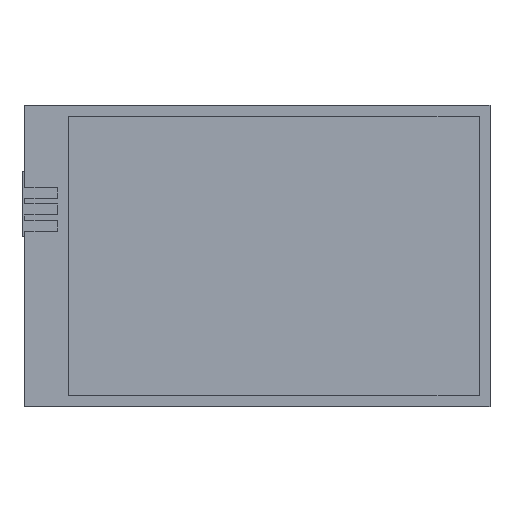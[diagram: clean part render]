
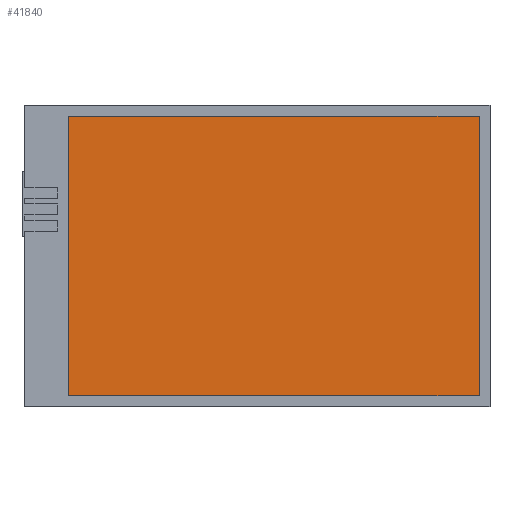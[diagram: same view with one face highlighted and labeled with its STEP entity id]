
A CAD part, top view. The second image highlights one B-rep face of the part: STEP entity #41840.
In plain terms, the highlighted face is planar.
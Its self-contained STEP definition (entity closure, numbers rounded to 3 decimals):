
#41546 = PLANE('',#41547);
#41547 = AXIS2_PLACEMENT_3D('',#41548,#41549,#41550);
#41548 = CARTESIAN_POINT('',(8.,53.,0.));
#41549 = DIRECTION('',(0.,1.,0.));
#41550 = DIRECTION('',(1.,0.,0.));
#41574 = PLANE('',#41575);
#41575 = AXIS2_PLACEMENT_3D('',#41576,#41577,#41578);
#41576 = CARTESIAN_POINT('',(83.,53.,0.));
#41577 = DIRECTION('',(1.,0.,0.));
#41578 = DIRECTION('',(0.,-1.,0.));
#41602 = PLANE('',#41603);
#41603 = AXIS2_PLACEMENT_3D('',#41604,#41605,#41606);
#41604 = CARTESIAN_POINT('',(83.,2.,0.));
#41605 = DIRECTION('',(0.,-1.,0.));
#41606 = DIRECTION('',(-1.,0.,0.));
#41628 = PLANE('',#41629);
#41629 = AXIS2_PLACEMENT_3D('',#41630,#41631,#41632);
#41630 = CARTESIAN_POINT('',(8.,2.,0.));
#41631 = DIRECTION('',(-1.,0.,0.));
#41632 = DIRECTION('',(0.,1.,0.));
#41645 = VERTEX_POINT('',#41646);
#41646 = CARTESIAN_POINT('',(8.,2.,-7.5));
#41667 = EDGE_CURVE('',#41668,#41645,#41670,.T.);
#41668 = VERTEX_POINT('',#41669);
#41669 = CARTESIAN_POINT('',(83.,2.,-7.5));
#41670 = SURFACE_CURVE('',#41671,(#41675,#41682),.PCURVE_S1.);
#41671 = LINE('',#41672,#41673);
#41672 = CARTESIAN_POINT('',(8.,2.,-7.5));
#41673 = VECTOR('',#41674,1.);
#41674 = DIRECTION('',(-1.,0.,0.));
#41675 = PCURVE('',#41602,#41676);
#41676 = DEFINITIONAL_REPRESENTATION('',(#41677),#41681);
#41677 = LINE('',#41678,#41679);
#41678 = CARTESIAN_POINT('',(75.,7.5));
#41679 = VECTOR('',#41680,1.);
#41680 = DIRECTION('',(1.,0.));
#41681 = ( GEOMETRIC_REPRESENTATION_CONTEXT(2) 
PARAMETRIC_REPRESENTATION_CONTEXT() REPRESENTATION_CONTEXT('2D SPACE',''
  ) );
#41682 = PCURVE('',#41683,#41688);
#41683 = PLANE('',#41684);
#41684 = AXIS2_PLACEMENT_3D('',#41685,#41686,#41687);
#41685 = CARTESIAN_POINT('',(45.5,27.5,-7.5));
#41686 = DIRECTION('',(0.,0.,-1.));
#41687 = DIRECTION('',(-1.,0.,0.));
#41688 = DEFINITIONAL_REPRESENTATION('',(#41689),#41693);
#41689 = LINE('',#41690,#41691);
#41690 = CARTESIAN_POINT('',(37.5,-25.5));
#41691 = VECTOR('',#41692,1.);
#41692 = DIRECTION('',(1.,0.));
#41693 = ( GEOMETRIC_REPRESENTATION_CONTEXT(2) 
PARAMETRIC_REPRESENTATION_CONTEXT() REPRESENTATION_CONTEXT('2D SPACE',''
  ) );
#41721 = VERTEX_POINT('',#41722);
#41722 = CARTESIAN_POINT('',(8.,53.,-7.5));
#41743 = EDGE_CURVE('',#41645,#41721,#41744,.T.);
#41744 = SURFACE_CURVE('',#41745,(#41749,#41756),.PCURVE_S1.);
#41745 = LINE('',#41746,#41747);
#41746 = CARTESIAN_POINT('',(8.,53.,-7.5));
#41747 = VECTOR('',#41748,1.);
#41748 = DIRECTION('',(0.,1.,0.));
#41749 = PCURVE('',#41628,#41750);
#41750 = DEFINITIONAL_REPRESENTATION('',(#41751),#41755);
#41751 = LINE('',#41752,#41753);
#41752 = CARTESIAN_POINT('',(51.,7.5));
#41753 = VECTOR('',#41754,1.);
#41754 = DIRECTION('',(1.,0.));
#41755 = ( GEOMETRIC_REPRESENTATION_CONTEXT(2) 
PARAMETRIC_REPRESENTATION_CONTEXT() REPRESENTATION_CONTEXT('2D SPACE',''
  ) );
#41756 = PCURVE('',#41683,#41757);
#41757 = DEFINITIONAL_REPRESENTATION('',(#41758),#41762);
#41758 = LINE('',#41759,#41760);
#41759 = CARTESIAN_POINT('',(37.5,25.5));
#41760 = VECTOR('',#41761,1.);
#41761 = DIRECTION('',(0.,1.));
#41762 = ( GEOMETRIC_REPRESENTATION_CONTEXT(2) 
PARAMETRIC_REPRESENTATION_CONTEXT() REPRESENTATION_CONTEXT('2D SPACE',''
  ) );
#41770 = EDGE_CURVE('',#41771,#41668,#41773,.T.);
#41771 = VERTEX_POINT('',#41772);
#41772 = CARTESIAN_POINT('',(83.,53.,-7.5));
#41773 = SURFACE_CURVE('',#41774,(#41778,#41785),.PCURVE_S1.);
#41774 = LINE('',#41775,#41776);
#41775 = CARTESIAN_POINT('',(83.,2.,-7.5));
#41776 = VECTOR('',#41777,1.);
#41777 = DIRECTION('',(0.,-1.,0.));
#41778 = PCURVE('',#41574,#41779);
#41779 = DEFINITIONAL_REPRESENTATION('',(#41780),#41784);
#41780 = LINE('',#41781,#41782);
#41781 = CARTESIAN_POINT('',(51.,7.5));
#41782 = VECTOR('',#41783,1.);
#41783 = DIRECTION('',(1.,0.));
#41784 = ( GEOMETRIC_REPRESENTATION_CONTEXT(2) 
PARAMETRIC_REPRESENTATION_CONTEXT() REPRESENTATION_CONTEXT('2D SPACE',''
  ) );
#41785 = PCURVE('',#41683,#41786);
#41786 = DEFINITIONAL_REPRESENTATION('',(#41787),#41791);
#41787 = LINE('',#41788,#41789);
#41788 = CARTESIAN_POINT('',(-37.5,-25.5));
#41789 = VECTOR('',#41790,1.);
#41790 = DIRECTION('',(0.,-1.));
#41791 = ( GEOMETRIC_REPRESENTATION_CONTEXT(2) 
PARAMETRIC_REPRESENTATION_CONTEXT() REPRESENTATION_CONTEXT('2D SPACE',''
  ) );
#41819 = EDGE_CURVE('',#41721,#41771,#41820,.T.);
#41820 = SURFACE_CURVE('',#41821,(#41825,#41832),.PCURVE_S1.);
#41821 = LINE('',#41822,#41823);
#41822 = CARTESIAN_POINT('',(83.,53.,-7.5));
#41823 = VECTOR('',#41824,1.);
#41824 = DIRECTION('',(1.,0.,0.));
#41825 = PCURVE('',#41546,#41826);
#41826 = DEFINITIONAL_REPRESENTATION('',(#41827),#41831);
#41827 = LINE('',#41828,#41829);
#41828 = CARTESIAN_POINT('',(75.,7.5));
#41829 = VECTOR('',#41830,1.);
#41830 = DIRECTION('',(1.,0.));
#41831 = ( GEOMETRIC_REPRESENTATION_CONTEXT(2) 
PARAMETRIC_REPRESENTATION_CONTEXT() REPRESENTATION_CONTEXT('2D SPACE',''
  ) );
#41832 = PCURVE('',#41683,#41833);
#41833 = DEFINITIONAL_REPRESENTATION('',(#41834),#41838);
#41834 = LINE('',#41835,#41836);
#41835 = CARTESIAN_POINT('',(-37.5,25.5));
#41836 = VECTOR('',#41837,1.);
#41837 = DIRECTION('',(-1.,0.));
#41838 = ( GEOMETRIC_REPRESENTATION_CONTEXT(2) 
PARAMETRIC_REPRESENTATION_CONTEXT() REPRESENTATION_CONTEXT('2D SPACE',''
  ) );
#41840 = ADVANCED_FACE('',(#41841),#41683,.T.);
#41841 = FACE_BOUND('',#41842,.T.);
#41842 = EDGE_LOOP('',(#41843,#41844,#41845,#41846));
#41843 = ORIENTED_EDGE('',*,*,#41743,.T.);
#41844 = ORIENTED_EDGE('',*,*,#41819,.T.);
#41845 = ORIENTED_EDGE('',*,*,#41770,.T.);
#41846 = ORIENTED_EDGE('',*,*,#41667,.T.);
